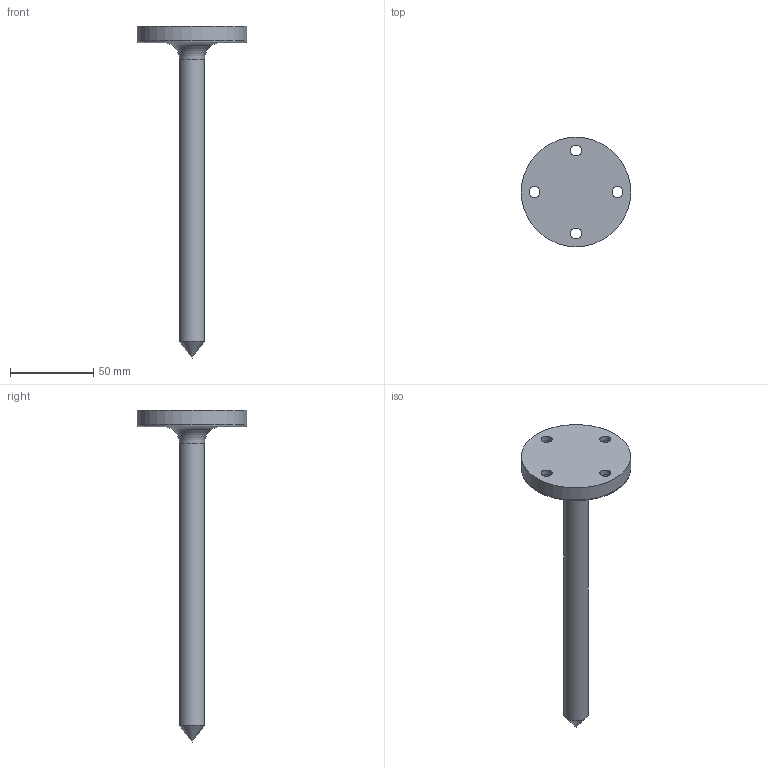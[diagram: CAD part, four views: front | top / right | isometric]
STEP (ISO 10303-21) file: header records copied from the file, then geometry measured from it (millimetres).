
FILE_DESCRIPTION(/* description */ (''),/* implementation_level */ '2;1');
FILE_NAME(/* name */ 'kalib_hrot_robot.stp',/* time_stamp */ '2025-03-28T09:00:20+01:00',/* author */ ('lisnik'),/* organization */ (''),/* preprocessor_version */ 'ST-DEVELOPER v19',/* originating_system */ 'Autodesk Inventor 2023',/* authorisation */ '');
FILE_SCHEMA (('AUTOMOTIVE_DESIGN { 1 0 10303 214 3 1 1 }'));
Length unit declared in the file: millimetre
Products named in the file (1): Drzak_kamera
Bounding box: 66 x 66 x 200 mm (x, y, z)
Volume: 64745.1 mm3; surface area: 18216.5 mm2
Topology: 1 solids, 1 shells, 19 faces, 38 edges, 25 vertices
Faces by surface type: cylinder 10, plane 6, torus 2, cone 1
Full cylindrical faces by diameter (mm): 6.6 x4, 11.4 x4, 15 x1, 66 x1
Entity records: 564 total; most frequent: DIRECTION 103, CARTESIAN_POINT 82, ORIENTED_EDGE 74, AXIS2_PLACEMENT_3D 46, EDGE_CURVE 37, EDGE_LOOP 32, CIRCLE 26, VERTEX_POINT 25
